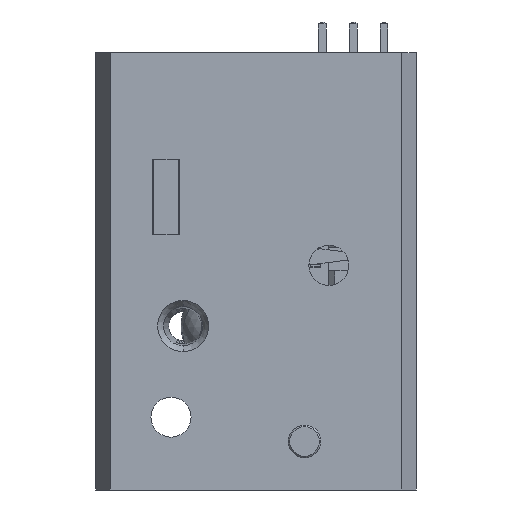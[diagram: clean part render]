
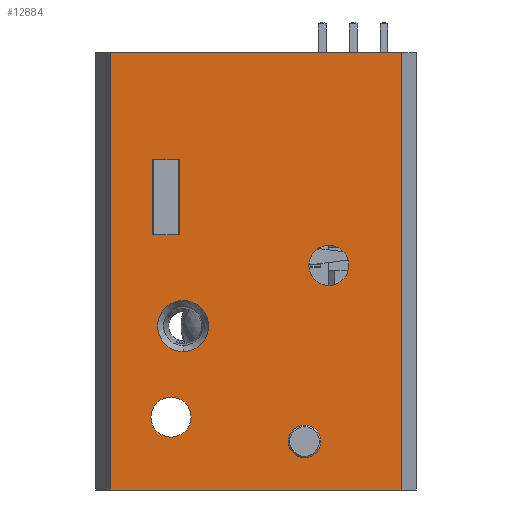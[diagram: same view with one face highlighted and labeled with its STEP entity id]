
A CAD part, front view. The second image highlights one B-rep face of the part: STEP entity #12884.
In plain terms, the highlighted planar face has unit normal (0, -1, 0).
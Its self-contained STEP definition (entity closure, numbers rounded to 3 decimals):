
#18 = CIRCLE ( 'NONE', #3546, 1.65 ) ;
#80 = AXIS2_PLACEMENT_3D ( 'NONE', #11432, #11302, #2689 ) ;
#157 = ORIENTED_EDGE ( 'NONE', *, *, #8499, .T. ) ;
#216 = VERTEX_POINT ( 'NONE', #12111 ) ;
#241 = ORIENTED_EDGE ( 'NONE', *, *, #8129, .F. ) ;
#402 = VECTOR ( 'NONE', #5445, 1000. ) ;
#403 = ORIENTED_EDGE ( 'NONE', *, *, #14574, .F. ) ;
#427 = CARTESIAN_POINT ( 'NONE',  ( 5., 0., -30. ) ) ;
#499 = LINE ( 'NONE', #10861, #5104 ) ;
#556 = DIRECTION ( 'NONE',  ( 0., 0., 1. ) ) ;
#571 = DIRECTION ( 'NONE',  ( 0., 0., -1. ) ) ;
#619 = DIRECTION ( 'NONE',  ( 0., -1., 0. ) ) ;
#714 = EDGE_CURVE ( 'NONE', #11138, #9822, #3108, .T. ) ;
#827 = DIRECTION ( 'NONE',  ( 0., -1., 0. ) ) ;
#901 = DIRECTION ( 'NONE',  ( 0., 0., 1. ) ) ;
#923 = CARTESIAN_POINT ( 'NONE',  ( 3.487, 0., -15. ) ) ;
#1039 = CARTESIAN_POINT ( 'NONE',  ( 6., 0., -20.4 ) ) ;
#1281 = AXIS2_PLACEMENT_3D ( 'NONE', #12268, #2286, #9386 ) ;
#1529 = VECTOR ( 'NONE', #18458, 1000. ) ;
#1627 = CIRCLE ( 'NONE', #10445, 1.65 ) ;
#1680 = DIRECTION ( 'NONE',  ( 0., 0., -1. ) ) ;
#1808 = VERTEX_POINT ( 'NONE', #16995 ) ;
#1868 = AXIS2_PLACEMENT_3D ( 'NONE', #15016, #14904, #1680 ) ;
#2062 = CARTESIAN_POINT ( 'NONE',  ( 24., 0., 0. ) ) ;
#2222 = CARTESIAN_POINT ( 'NONE',  ( 6., 0., -22.5 ) ) ;
#2286 = DIRECTION ( 'NONE',  ( 0., -1., 0. ) ) ;
#2661 = DIRECTION ( 'NONE',  ( 0., 0., -1. ) ) ;
#2689 = DIRECTION ( 'NONE',  ( 0., 0., -1. ) ) ;
#2752 = VERTEX_POINT ( 'NONE', #16545 ) ;
#3031 = AXIS2_PLACEMENT_3D ( 'NONE', #3033, #13279, #11723 ) ;
#3033 = CARTESIAN_POINT ( 'NONE',  ( 5., 0., -30. ) ) ;
#3108 = LINE ( 'NONE', #923, #1529 ) ;
#3130 = EDGE_CURVE ( 'NONE', #17146, #11138, #7940, .T. ) ;
#3147 = CARTESIAN_POINT ( 'NONE',  ( 5.687, 0., -15. ) ) ;
#3184 = AXIS2_PLACEMENT_3D ( 'NONE', #2222, #619, #13750 ) ;
#3241 = FACE_BOUND ( 'NONE', #12138, .T. ) ;
#3456 = ORIENTED_EDGE ( 'NONE', *, *, #4215, .T. ) ;
#3546 = AXIS2_PLACEMENT_3D ( 'NONE', #8296, #8173, #5126 ) ;
#3835 = PLANE ( 'NONE',  #4677 ) ;
#3868 = ORIENTED_EDGE ( 'NONE', *, *, #13238, .F. ) ;
#3923 = CARTESIAN_POINT ( 'NONE',  ( 18., 0., -15.85 ) ) ;
#4205 = VERTEX_POINT ( 'NONE', #6834 ) ;
#4215 = EDGE_CURVE ( 'NONE', #14576, #11852, #18, .T. ) ;
#4484 = CARTESIAN_POINT ( 'NONE',  ( 6., 0., -24.6 ) ) ;
#4677 = AXIS2_PLACEMENT_3D ( 'NONE', #5372, #827, #6776 ) ;
#4726 = ORIENTED_EDGE ( 'NONE', *, *, #3130, .T. ) ;
#4764 = ORIENTED_EDGE ( 'NONE', *, *, #11736, .T. ) ;
#4853 = CARTESIAN_POINT ( 'NONE',  ( 18., 0., -19.15 ) ) ;
#4917 = EDGE_CURVE ( 'NONE', #1808, #11246, #11406, .T. ) ;
#5057 = ORIENTED_EDGE ( 'NONE', *, *, #7066, .T. ) ;
#5079 = EDGE_CURVE ( 'NONE', #216, #1808, #18712, .T. ) ;
#5104 = VECTOR ( 'NONE', #6683, 1000. ) ;
#5126 = DIRECTION ( 'NONE',  ( 0., 0., 1. ) ) ;
#5372 = CARTESIAN_POINT ( 'NONE',  ( 0., 0., 0. ) ) ;
#5445 = DIRECTION ( 'NONE',  ( 1., 0., 0. ) ) ;
#5755 = FACE_BOUND ( 'NONE', #16129, .T. ) ;
#5777 = EDGE_CURVE ( 'NONE', #11246, #8711, #13881, .T. ) ;
#6158 = VERTEX_POINT ( 'NONE', #4484 ) ;
#6191 = EDGE_LOOP ( 'NONE', ( #15062, #5057, #4726, #12638 ) ) ;
#6273 = CARTESIAN_POINT ( 'NONE',  ( 3.487, 0., -8.8 ) ) ;
#6274 = CARTESIAN_POINT ( 'NONE',  ( 24., 0., -36. ) ) ;
#6531 = CIRCLE ( 'NONE', #80, 2.1 ) ;
#6683 = DIRECTION ( 'NONE',  ( 1., 0., 0. ) ) ;
#6776 = DIRECTION ( 'NONE',  ( 0., 0., -1. ) ) ;
#6834 = CARTESIAN_POINT ( 'NONE',  ( 5.687, 0., -8.8 ) ) ;
#6968 = CARTESIAN_POINT ( 'NONE',  ( 16., 0., -30.65 ) ) ;
#7007 = EDGE_LOOP ( 'NONE', ( #13209, #3868 ) ) ;
#7066 = EDGE_CURVE ( 'NONE', #4205, #17146, #15825, .T. ) ;
#7207 = EDGE_CURVE ( 'NONE', #12359, #8219, #13338, .T. ) ;
#7818 = VECTOR ( 'NONE', #2661, 1000. ) ;
#7821 = EDGE_LOOP ( 'NONE', ( #13182, #11027, #403, #11589 ) ) ;
#7887 = CARTESIAN_POINT ( 'NONE',  ( 5.687, 0., -15. ) ) ;
#7940 = LINE ( 'NONE', #7887, #8160 ) ;
#8129 = EDGE_CURVE ( 'NONE', #6158, #15184, #6531, .T. ) ;
#8157 = ORIENTED_EDGE ( 'NONE', *, *, #18728, .F. ) ;
#8160 = VECTOR ( 'NONE', #10823, 1000. ) ;
#8173 = DIRECTION ( 'NONE',  ( 0., 1., 0. ) ) ;
#8219 = VERTEX_POINT ( 'NONE', #13365 ) ;
#8296 = CARTESIAN_POINT ( 'NONE',  ( 18., 0., -17.5 ) ) ;
#8499 = EDGE_CURVE ( 'NONE', #2752, #9634, #9230, .T. ) ;
#8550 = CARTESIAN_POINT ( 'NONE',  ( 0., 0., -36. ) ) ;
#8711 = VERTEX_POINT ( 'NONE', #8550 ) ;
#9230 = CIRCLE ( 'NONE', #3031, 1.65 ) ;
#9353 = VECTOR ( 'NONE', #571, 1000. ) ;
#9386 = DIRECTION ( 'NONE',  ( 0., 0., -1. ) ) ;
#9634 = VERTEX_POINT ( 'NONE', #18270 ) ;
#9798 = CARTESIAN_POINT ( 'NONE',  ( 0., 0., 0. ) ) ;
#9822 = VERTEX_POINT ( 'NONE', #6273 ) ;
#9998 = ORIENTED_EDGE ( 'NONE', *, *, #13199, .T. ) ;
#10445 = AXIS2_PLACEMENT_3D ( 'NONE', #427, #14953, #10692 ) ;
#10557 = DIRECTION ( 'NONE',  ( 0., 1., 0. ) ) ;
#10692 = DIRECTION ( 'NONE',  ( 0., 0., 1. ) ) ;
#10823 = DIRECTION ( 'NONE',  ( -1., 0., 0. ) ) ;
#10861 = CARTESIAN_POINT ( 'NONE',  ( 3.487, 0., -8.8 ) ) ;
#10921 = CARTESIAN_POINT ( 'NONE',  ( 5.687, 0., -15. ) ) ;
#11027 = ORIENTED_EDGE ( 'NONE', *, *, #5079, .F. ) ;
#11138 = VERTEX_POINT ( 'NONE', #15401 ) ;
#11246 = VERTEX_POINT ( 'NONE', #6274 ) ;
#11302 = DIRECTION ( 'NONE',  ( 0., -1., 0. ) ) ;
#11406 = LINE ( 'NONE', #2062, #9353 ) ;
#11432 = CARTESIAN_POINT ( 'NONE',  ( 6., 0., -22.5 ) ) ;
#11588 = LINE ( 'NONE', #9798, #18916 ) ;
#11589 = ORIENTED_EDGE ( 'NONE', *, *, #5777, .F. ) ;
#11644 = DIRECTION ( 'NONE',  ( -1., 0., 0. ) ) ;
#11723 = DIRECTION ( 'NONE',  ( 0., 0., 1. ) ) ;
#11736 = EDGE_CURVE ( 'NONE', #11852, #14576, #12229, .T. ) ;
#11852 = VERTEX_POINT ( 'NONE', #4853 ) ;
#12111 = CARTESIAN_POINT ( 'NONE',  ( 0., 0., 0. ) ) ;
#12138 = EDGE_LOOP ( 'NONE', ( #241, #8157 ) ) ;
#12173 = FACE_BOUND ( 'NONE', #6191, .T. ) ;
#12185 = CARTESIAN_POINT ( 'NONE',  ( 0., 0., -36. ) ) ;
#12229 = CIRCLE ( 'NONE', #18617, 1.65 ) ;
#12268 = CARTESIAN_POINT ( 'NONE',  ( 16., 0., -32. ) ) ;
#12359 = VERTEX_POINT ( 'NONE', #6968 ) ;
#12638 = ORIENTED_EDGE ( 'NONE', *, *, #714, .T. ) ;
#12884 = ADVANCED_FACE ( 'NONE', ( #17898, #3241, #17413, #13557, #5755, #12173 ), #3835, .T. ) ;
#13182 = ORIENTED_EDGE ( 'NONE', *, *, #4917, .F. ) ;
#13199 = EDGE_CURVE ( 'NONE', #9634, #2752, #1627, .T. ) ;
#13209 = ORIENTED_EDGE ( 'NONE', *, *, #7207, .F. ) ;
#13238 = EDGE_CURVE ( 'NONE', #8219, #12359, #14200, .T. ) ;
#13265 = CIRCLE ( 'NONE', #3184, 2.1 ) ;
#13279 = DIRECTION ( 'NONE',  ( 0., 1., 0. ) ) ;
#13338 = CIRCLE ( 'NONE', #1281, 1.35 ) ;
#13365 = CARTESIAN_POINT ( 'NONE',  ( 16., 0., -33.35 ) ) ;
#13557 = FACE_BOUND ( 'NONE', #13849, .T. ) ;
#13692 = CARTESIAN_POINT ( 'NONE',  ( 18., 0., -17.5 ) ) ;
#13750 = DIRECTION ( 'NONE',  ( 0., 0., -1. ) ) ;
#13849 = EDGE_LOOP ( 'NONE', ( #157, #9998 ) ) ;
#13881 = LINE ( 'NONE', #12185, #16821 ) ;
#14200 = CIRCLE ( 'NONE', #1868, 1.35 ) ;
#14574 = EDGE_CURVE ( 'NONE', #8711, #216, #11588, .T. ) ;
#14576 = VERTEX_POINT ( 'NONE', #3923 ) ;
#14904 = DIRECTION ( 'NONE',  ( 0., -1., 0. ) ) ;
#14953 = DIRECTION ( 'NONE',  ( 0., 1., 0. ) ) ;
#15016 = CARTESIAN_POINT ( 'NONE',  ( 16., 0., -32. ) ) ;
#15062 = ORIENTED_EDGE ( 'NONE', *, *, #18450, .T. ) ;
#15184 = VERTEX_POINT ( 'NONE', #1039 ) ;
#15401 = CARTESIAN_POINT ( 'NONE',  ( 3.487, 0., -15. ) ) ;
#15825 = LINE ( 'NONE', #10921, #7818 ) ;
#16129 = EDGE_LOOP ( 'NONE', ( #4764, #3456 ) ) ;
#16545 = CARTESIAN_POINT ( 'NONE',  ( 5., 0., -31.65 ) ) ;
#16821 = VECTOR ( 'NONE', #11644, 1000. ) ;
#16995 = CARTESIAN_POINT ( 'NONE',  ( 24., 0., 0. ) ) ;
#17146 = VERTEX_POINT ( 'NONE', #3147 ) ;
#17202 = CARTESIAN_POINT ( 'NONE',  ( 0., 0., 0. ) ) ;
#17413 = FACE_BOUND ( 'NONE', #7007, .T. ) ;
#17898 = FACE_OUTER_BOUND ( 'NONE', #7821, .T. ) ;
#18270 = CARTESIAN_POINT ( 'NONE',  ( 5., 0., -28.35 ) ) ;
#18450 = EDGE_CURVE ( 'NONE', #9822, #4205, #499, .T. ) ;
#18458 = DIRECTION ( 'NONE',  ( 0., 0., 1. ) ) ;
#18617 = AXIS2_PLACEMENT_3D ( 'NONE', #13692, #10557, #556 ) ;
#18712 = LINE ( 'NONE', #17202, #402 ) ;
#18728 = EDGE_CURVE ( 'NONE', #15184, #6158, #13265, .T. ) ;
#18916 = VECTOR ( 'NONE', #901, 1000. ) ;
